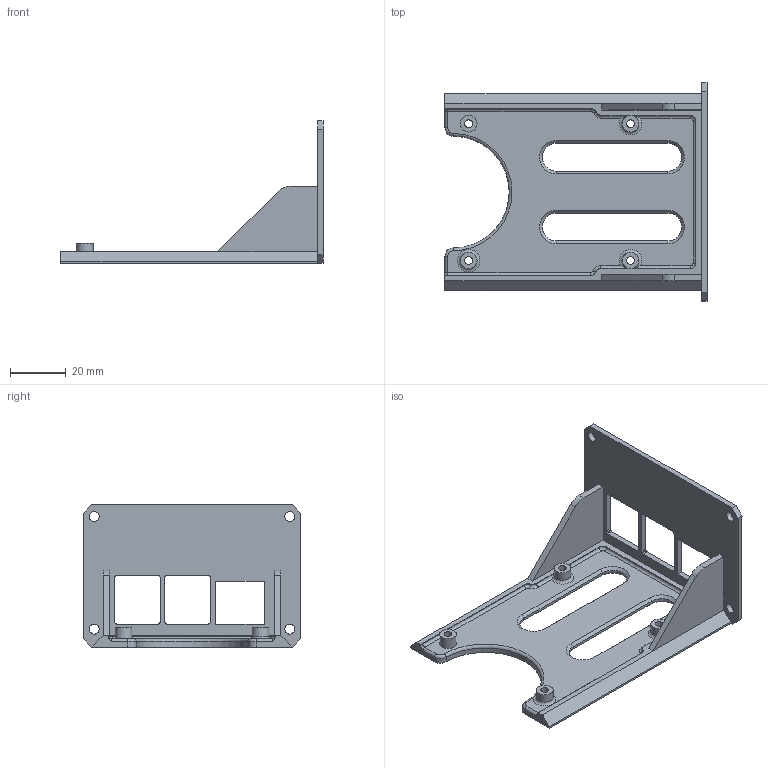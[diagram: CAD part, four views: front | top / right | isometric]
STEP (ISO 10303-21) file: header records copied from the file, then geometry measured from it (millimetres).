
FILE_DESCRIPTION(/* description */ (''),/* implementation_level */ '2;1');
FILE_NAME(/* name */ 'CPU Tray - RPi 3B Plus.step',/* time_stamp */ '2022-10-20T13:27:16-05:00',/* author */ (''),/* organization */ (''),/* preprocessor_version */ 'ST-DEVELOPER v19.2',/* originating_system */ 'Autodesk Translation Framework v11.17.0.187',/* authorisation */ '');
FILE_SCHEMA (('AUTOMOTIVE_DESIGN { 1 0 10303 214 3 1 1 }'));
Length unit declared in the file: millimetre
Products named in the file (1): CPU Tray - RPi 3B+
Bounding box: 93.9 x 78 x 51 mm (x, y, z)
Volume: 23575.9 mm3; surface area: 20318.2 mm2
Topology: 1 solids, 1 shells, 191 faces, 523 edges, 336 vertices
Faces by surface type: plane 133, cylinder 36, torus 10, cone 8, bspline 4
Full cylindrical faces by diameter (mm): 2.8 x4, 3.6 x4, 6 x4
Entity records: 6143 total; most frequent: CARTESIAN_POINT 1157, ORIENTED_EDGE 1046, DIRECTION 993, EDGE_CURVE 523, LINE 417, VECTOR 417, VERTEX_POINT 336, AXIS2_PLACEMENT_3D 288
